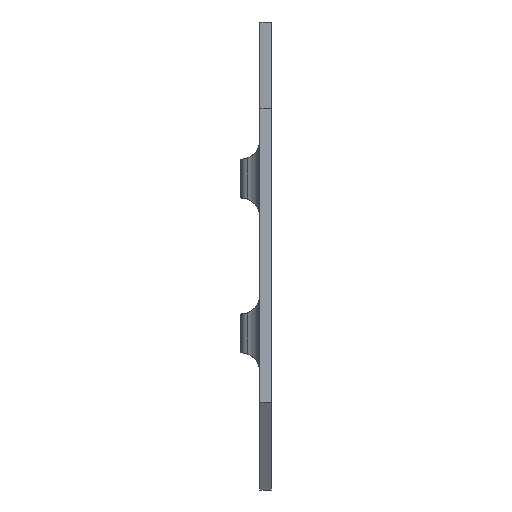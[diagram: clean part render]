
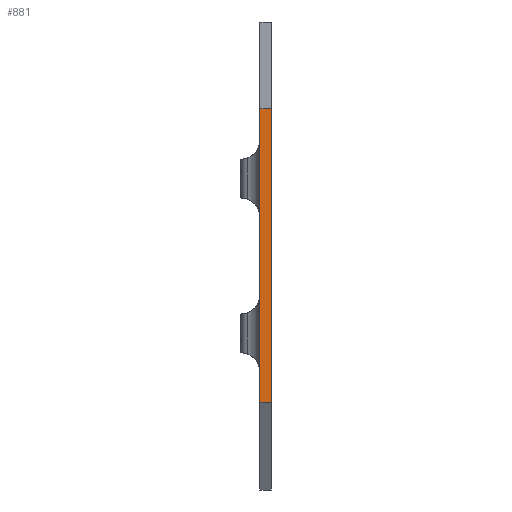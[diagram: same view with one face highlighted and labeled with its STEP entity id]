
A CAD part, front view. The second image highlights one B-rep face of the part: STEP entity #881.
In plain terms, the highlighted planar face has unit normal (0, -1, 0).
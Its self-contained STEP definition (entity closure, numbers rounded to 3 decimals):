
#881=ADVANCED_FACE('',(#2419),#2421,.T.);
#2419=FACE_BOUND('',#2420,.T.);
#2420=EDGE_LOOP('',(#3835,#3836,#3837,#3838));
#2421=PLANE('',#2422);
#2422=AXIS2_PLACEMENT_3D('',#2423,#2424,#2425);
#2423=CARTESIAN_POINT('',(82.045,-66.534,-935.812));
#2424=DIRECTION('',(0.,-1.,0.));
#2425=DIRECTION('',(0.,0.,1.));
#3835=ORIENTED_EDGE('',*,*,#4522,.T.);
#3836=ORIENTED_EDGE('',*,*,#4684,.T.);
#3837=ORIENTED_EDGE('',*,*,#4331,.F.);
#3838=ORIENTED_EDGE('',*,*,#4683,.F.);
#4331=EDGE_CURVE('',#4986,#4988,#4989,.T.);
#4522=EDGE_CURVE('',#5361,#5359,#5362,.T.);
#4683=EDGE_CURVE('',#5361,#4986,#5601,.T.);
#4684=EDGE_CURVE('',#5359,#4988,#5602,.T.);
#4986=VERTEX_POINT('',#6120);
#4988=VERTEX_POINT('',#6124);
#4989=LINE('',#6125,#6126);
#5359=VERTEX_POINT('',#6881);
#5361=VERTEX_POINT('',#6885);
#5362=LINE('',#6886,#6887);
#5601=LINE('',#7449,#7450);
#5602=LINE('',#7452,#7453);
#6120=CARTESIAN_POINT('',(79.045,-66.534,-935.812));
#6124=CARTESIAN_POINT('',(79.045,-66.534,-860.017));
#6125=CARTESIAN_POINT('',(79.045,-66.534,-935.812));
#6126=VECTOR('',#6127,1.);
#6127=DIRECTION('',(0.,0.,1.));
#6881=CARTESIAN_POINT('',(82.045,-66.534,-860.017));
#6885=CARTESIAN_POINT('',(82.045,-66.534,-935.812));
#6886=CARTESIAN_POINT('',(82.045,-66.534,-935.812));
#6887=VECTOR('',#6888,1.);
#6888=DIRECTION('',(0.,0.,1.));
#7449=CARTESIAN_POINT('',(82.045,-66.534,-935.812));
#7450=VECTOR('',#7451,1.);
#7451=DIRECTION('',(-1.,0.,0.));
#7452=CARTESIAN_POINT('',(82.045,-66.534,-860.017));
#7453=VECTOR('',#7454,1.);
#7454=DIRECTION('',(-1.,0.,0.));
